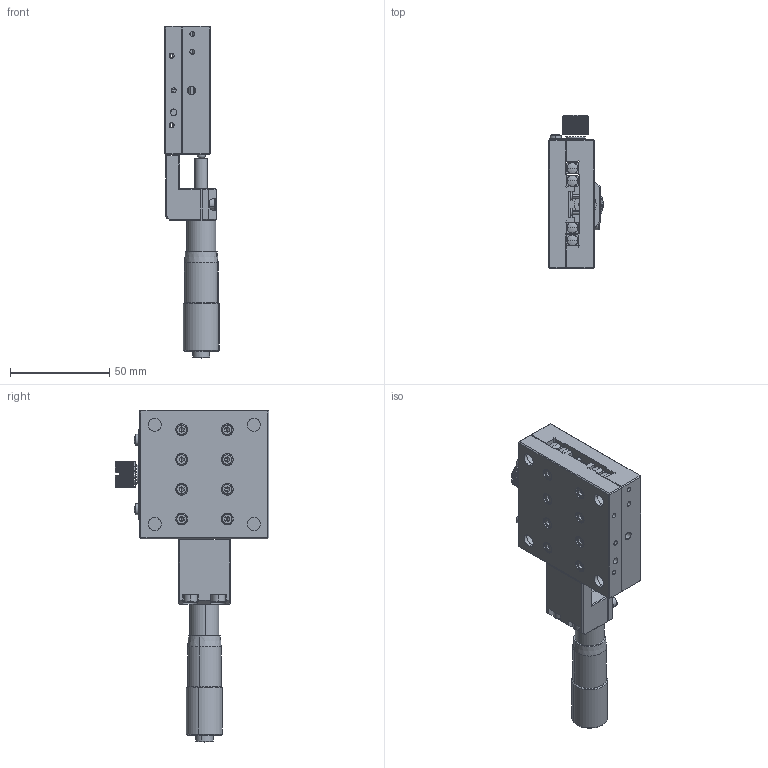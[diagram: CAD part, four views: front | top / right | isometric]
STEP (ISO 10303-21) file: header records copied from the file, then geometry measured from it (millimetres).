
FILE_DESCRIPTION (( 'STEP AP203' ), '1' );
FILE_NAME ('NFP-1462C.step', '2019-05-08T07:16:01', ( '' ), ( '' ), 'SwSTEP 2.0', 'SolidWorks 2017', '' );
FILE_SCHEMA (( 'CONFIG_CONTROL_DESIGN' ));
Length unit declared in the file: millimetre
Products named in the file (1): NFP-1462C
Bounding box: 27.59 x 77.5 x 167.5 mm (x, y, z)
Surface area: 42090 mm2 (no closed solid volume)
Topology: 0 solids, 44 shells, 815 faces, 2878 edges, 1988 vertices
Faces by surface type: plane 437, cylinder 219, cone 97, torus 38, bspline 16, sphere 8
Entity records: 30731 total; most frequent: CARTESIAN_POINT 6467, DIRECTION 5165, ORIENTED_EDGE 4406, EDGE_CURVE 2819, VERTEX_POINT 1985, AXIS2_PLACEMENT_3D 1723, LINE 1719, VECTOR 1719
